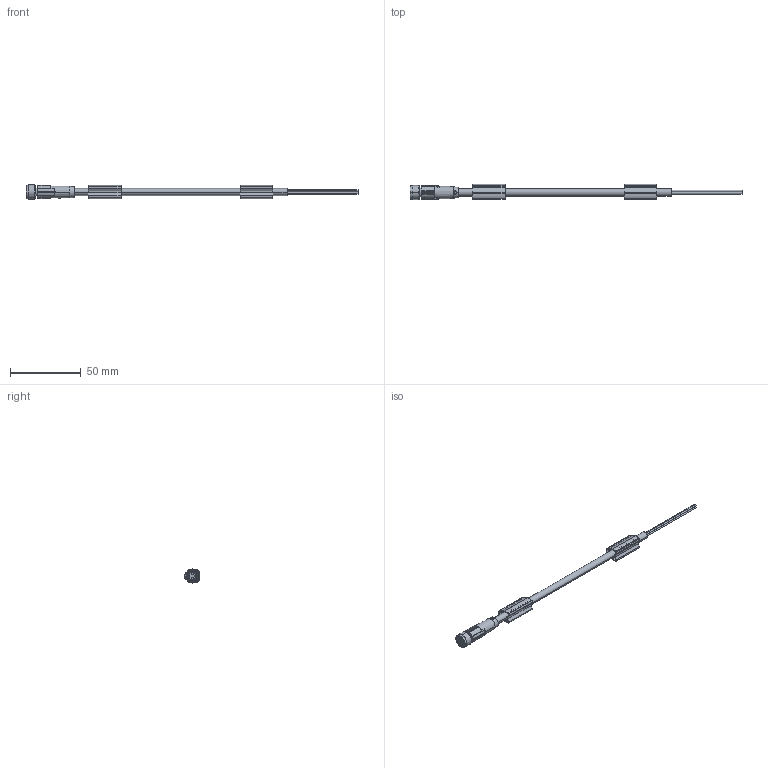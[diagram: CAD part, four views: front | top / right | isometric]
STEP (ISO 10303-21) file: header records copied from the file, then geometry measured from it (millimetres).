
FILE_DESCRIPTION(('SolidDesigner STEP Export'),'2;1');
FILE_NAME('1521737.stp','2009-03-10T14:20:07',(''),(''),'CoCreate Modeling STEP processor for AP214 (Solid Model)','CoCreate Modeling 16.00A 16-Aug-2008 (C) Parametric Technology GmbH','');
FILE_SCHEMA(('AUTOMOTIVE_DESIGN { 1 0 10303 214 1 1 1 1 }'));
Length unit declared in the file: millimetre
Products named in the file (2): 1521737
Assembly tree (1 placements, depth 2):
  1521737
    1521737
Bounding box: 234 x 10.71 x 10 mm (x, y, z)
Volume: 6257 mm3; surface area: 7605.2 mm2
Topology: 1 solids, 1 shells, 544 faces, 1436 edges, 945 vertices
Faces by surface type: plane 316, cylinder 135, extrusion 58, torus 15, cone 12, bspline 4, sphere 4
Entity records: 24115 total; most frequent: CARTESIAN_POINT 6980, ORIENTED_EDGE 2868, DIRECTION 2235, EDGE_CURVE 1434, VECTOR 995, VERTEX_POINT 945, LINE 937, AXIS2_PLACEMENT_3D 620
